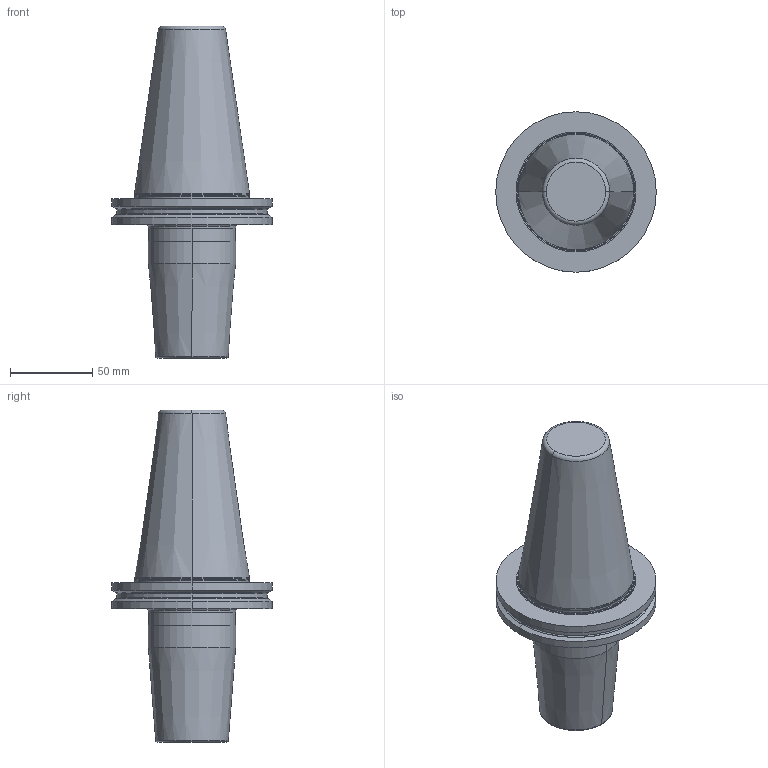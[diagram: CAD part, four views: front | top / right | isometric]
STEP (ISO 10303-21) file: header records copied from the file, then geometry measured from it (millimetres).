
FILE_DESCRIPTION((''),'2;1');
FILE_NAME('30338363','2017-07-31T',('bahnemannr'),(''),'PRO/ENGINEER BY PARAMETRIC TECHNOLOGY CORPORATION, 2011220','PRO/ENGINEER BY PARAMETRIC TECHNOLOGY CORPORATION, 2011220','');
FILE_SCHEMA(('AUTOMOTIVE_DESIGN_CC2 { 1 2 10303 214 -1 1 5 2 }'));
Length unit declared in the file: millimetre
Products named in the file (1): 30338363
Bounding box: 97.5 x 97.5 x 201.75 mm (x, y, z)
Volume: 481964.6 mm3; surface area: 54766.8 mm2
Topology: 1 solids, 1 shells, 58 faces, 117 edges, 72 vertices
Faces by surface type: cylinder 18, torus 18, cone 12, plane 10
Entity records: 1946 total; most frequent: DIRECTION 323, CARTESIAN_POINT 244, ORIENTED_EDGE 228, AXIS2_PLACEMENT_3D 145, PRESENTATION_STYLE_ASSIGNMENT 121, STYLED_ITEM 121, CURVE_STYLE 120, EDGE_CURVE 114
